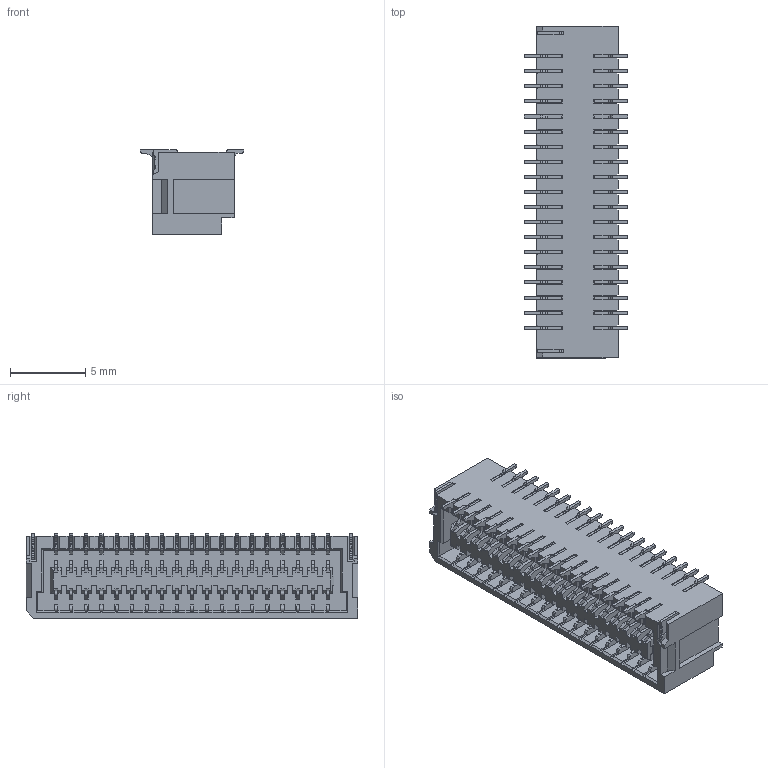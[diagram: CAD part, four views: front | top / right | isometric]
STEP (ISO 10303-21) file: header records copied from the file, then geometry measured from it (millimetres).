
FILE_DESCRIPTION (( 'STEP AP203' ), '1' );
FILE_NAME ('FWF10013-D38B83NAM.STEP', '2025-11-21T03:45:07', ( '' ), ( '' ), 'SwSTEP 2.0', 'SolidWorks 2021', '' );
FILE_SCHEMA (( 'CONFIG_CONTROL_DESIGN' ));
Products named in the file (1): FWF10013-D38B83NAM
Bounding box: 6.86 x 22 x 5.62 mm (x, y, z)
Volume: 429 mm3; surface area: 1894.3 mm2
Topology: 1 solids, 20 shells, 4356 faces, 13524 edges, 8880 vertices
Faces by surface type: plane 3201, bspline 1155
Entity records: 168922 total; most frequent: CARTESIAN_POINT 57538, ORIENTED_EDGE 27060, DIRECTION 17456, EDGE_CURVE 13530, VECTOR 11052, LINE 11052, VERTEX_POINT 8886, EDGE_LOOP 4496
